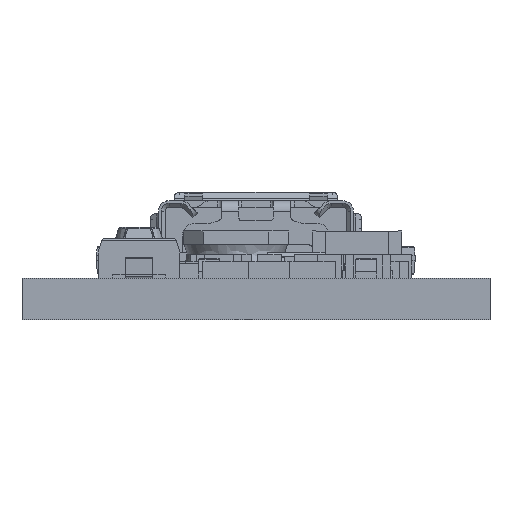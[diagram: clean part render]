
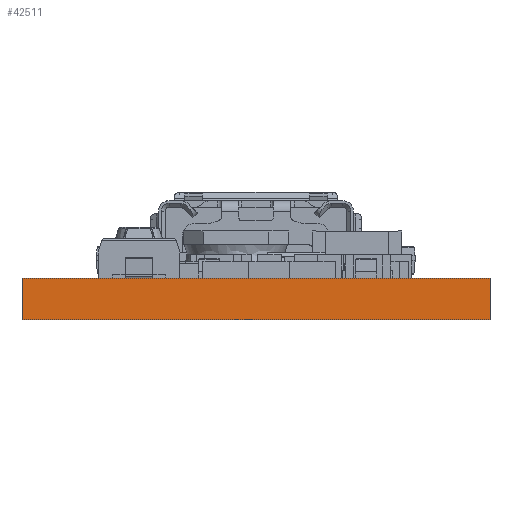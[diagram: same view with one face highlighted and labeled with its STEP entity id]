
A CAD part, front view. The second image highlights one B-rep face of the part: STEP entity #42511.
In plain terms, the highlighted planar face has unit normal (0, -1, 0).
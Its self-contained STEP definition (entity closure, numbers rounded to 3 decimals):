
#9696 = CARTESIAN_POINT ( 'NONE',  ( 0., 0., 1.575 ) ) ;
#10602 = CARTESIAN_POINT ( 'NONE',  ( 17.78, 0., 0. ) ) ;
#13583 = DIRECTION ( 'NONE',  ( 0., 0., -1. ) ) ;
#16750 = VERTEX_POINT ( 'NONE', #55217 ) ;
#23478 = LINE ( 'NONE', #73717, #38242 ) ;
#28714 = CARTESIAN_POINT ( 'NONE',  ( 0., 0., 0. ) ) ;
#30472 = ORIENTED_EDGE ( 'NONE', *, *, #42273, .T. ) ;
#37250 = EDGE_CURVE ( 'NONE', #77525, #92003, #84336, .T. ) ;
#37866 = DIRECTION ( 'NONE',  ( 1., 0., 0. ) ) ;
#38242 = VECTOR ( 'NONE', #37866, 1000. ) ;
#42273 = EDGE_CURVE ( 'NONE', #76148, #77525, #47452, .T. ) ;
#42511 = ADVANCED_FACE ( 'NONE', ( #57794 ), #45304, .F. ) ;
#42819 = ORIENTED_EDGE ( 'NONE', *, *, #91693, .T. ) ;
#44149 = VECTOR ( 'NONE', #91597, 1000. ) ;
#44289 = ORIENTED_EDGE ( 'NONE', *, *, #37250, .T. ) ;
#44975 = EDGE_LOOP ( 'NONE', ( #42819, #70536, #30472, #44289 ) ) ;
#45304 = PLANE ( 'NONE',  #83826 ) ;
#47452 = LINE ( 'NONE', #79547, #70377 ) ;
#50722 = CARTESIAN_POINT ( 'NONE',  ( 0., 0., 0. ) ) ;
#54582 = CARTESIAN_POINT ( 'NONE',  ( 17.78, 0., 1.575 ) ) ;
#55217 = CARTESIAN_POINT ( 'NONE',  ( 17.78, 0., 1.575 ) ) ;
#55779 = VECTOR ( 'NONE', #87100, 1000. ) ;
#57794 = FACE_OUTER_BOUND ( 'NONE', #44975, .T. ) ;
#59713 = DIRECTION ( 'NONE',  ( 0., 0., 1. ) ) ;
#59912 = EDGE_CURVE ( 'NONE', #76148, #16750, #23478, .T. ) ;
#60313 = CARTESIAN_POINT ( 'NONE',  ( 0., 0., 1.575 ) ) ;
#65960 = LINE ( 'NONE', #54582, #44149 ) ;
#70377 = VECTOR ( 'NONE', #13583, 1000. ) ;
#70536 = ORIENTED_EDGE ( 'NONE', *, *, #59912, .F. ) ;
#73717 = CARTESIAN_POINT ( 'NONE',  ( 0., 0., 1.575 ) ) ;
#76148 = VERTEX_POINT ( 'NONE', #60313 ) ;
#77525 = VERTEX_POINT ( 'NONE', #50722 ) ;
#79547 = CARTESIAN_POINT ( 'NONE',  ( 0., 0., 1.575 ) ) ;
#82692 = DIRECTION ( 'NONE',  ( 0., 1., 0. ) ) ;
#83826 = AXIS2_PLACEMENT_3D ( 'NONE', #9696, #82692, #59713 ) ;
#84336 = LINE ( 'NONE', #28714, #55779 ) ;
#87100 = DIRECTION ( 'NONE',  ( 1., 0., 0. ) ) ;
#91597 = DIRECTION ( 'NONE',  ( 0., 0., 1. ) ) ;
#91693 = EDGE_CURVE ( 'NONE', #92003, #16750, #65960, .T. ) ;
#92003 = VERTEX_POINT ( 'NONE', #10602 ) ;
